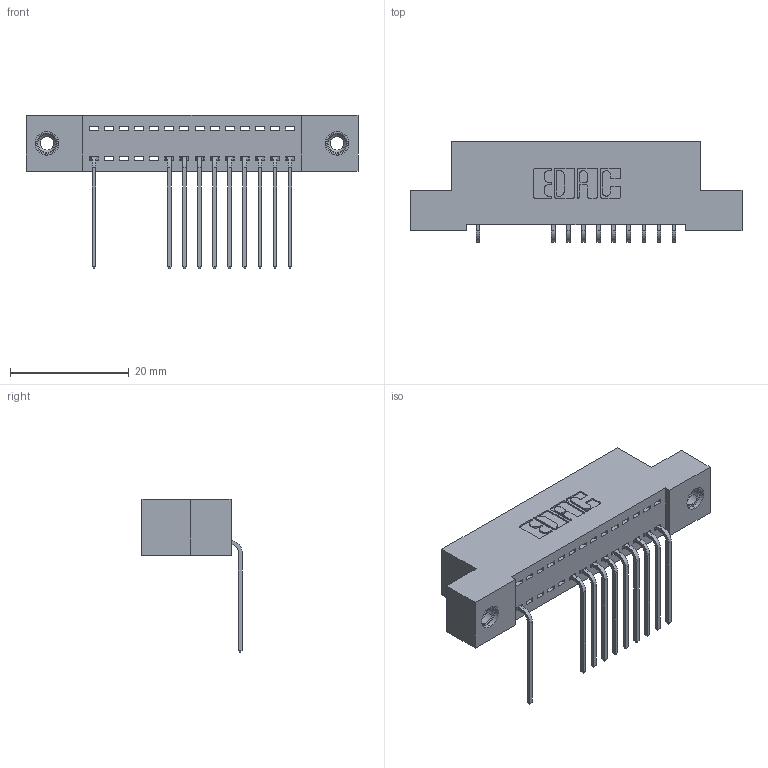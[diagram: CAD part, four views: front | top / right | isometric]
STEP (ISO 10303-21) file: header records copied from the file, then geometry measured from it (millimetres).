
FILE_DESCRIPTION (( 'STEP AP203' ), '1' );
FILE_NAME ('392-014-559-108.STEP', '2018-08-15T00:33:28', ( '' ), ( '' ), 'SwSTEP 2.0', 'SolidWorks 2016', '' );
FILE_SCHEMA (( 'CONFIG_CONTROL_DESIGN' ));
Length unit declared in the file: inch
Products named in the file (4): 342 Part_TI; 345-292-001_558 559 Tail - 1; 345-250-001_345-250-003-102; 392-014-559-108
Assembly tree (13 placements, depth 2):
  392-014-559-108
    342 Part_TI
    345-292-001_558 559 Tail - 1  x10
    345-250-001_345-250-003-102  x2
Bounding box: 55.88 x 16.83 x 25.78 mm (x, y, z)
Volume: 4778.3 mm3; surface area: 6463.9 mm2
Topology: 13 solids, 13 shells, 818 faces, 2423 edges, 1594 vertices
Faces by surface type: plane 586, cylinder 216, cone 12, torus 4
Entity records: 13190 total; most frequent: CARTESIAN_POINT 2279, ORIENTED_EDGE 2226, DIRECTION 2007, EDGE_CURVE 1113, VECTOR 965, LINE 965, VERTEX_POINT 736, AXIS2_PLACEMENT_3D 521
